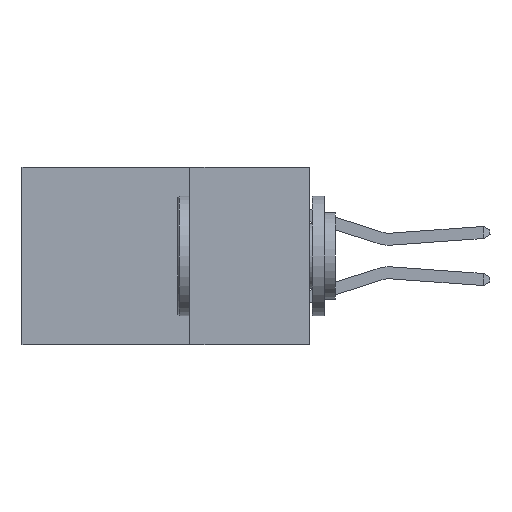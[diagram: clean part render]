
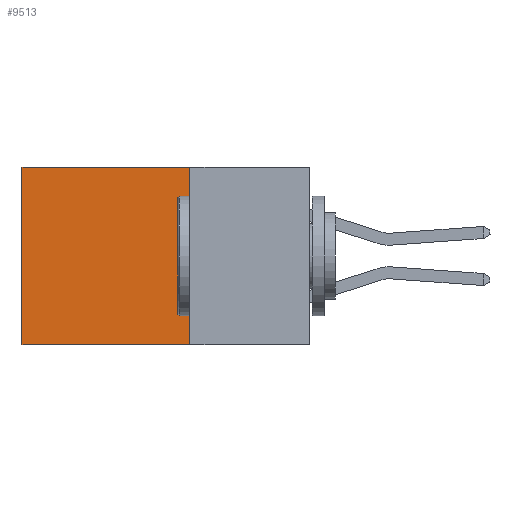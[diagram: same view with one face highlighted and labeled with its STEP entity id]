
A CAD part, left-side view. The second image highlights one B-rep face of the part: STEP entity #9513.
In plain terms, the highlighted planar face has unit normal (-1, 0, 0).
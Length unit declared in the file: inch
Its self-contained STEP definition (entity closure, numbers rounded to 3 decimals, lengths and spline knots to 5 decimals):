
#72 = DIRECTION ( 'NONE',  ( 0., 1., 0. ) ) ;
#181 = CARTESIAN_POINT ( 'NONE',  ( 0.298, 0.25, 0. ) ) ;
#845 = CARTESIAN_POINT ( 'NONE',  ( 0.298, 0.25, 0. ) ) ;
#1092 = VERTEX_POINT ( 'NONE', #3429 ) ;
#1173 = LINE ( 'NONE', #181, #10107 ) ;
#1390 = ORIENTED_EDGE ( 'NONE', *, *, #1560, .T. ) ;
#1560 = EDGE_CURVE ( 'NONE', #1092, #2767, #11007, .T. ) ;
#1712 = ORIENTED_EDGE ( 'NONE', *, *, #5469, .F. ) ;
#1823 = VECTOR ( 'NONE', #3488, 39.37008 ) ;
#2034 = VECTOR ( 'NONE', #5639, 39.37008 ) ;
#2513 = LINE ( 'NONE', #6926, #2778 ) ;
#2767 = VERTEX_POINT ( 'NONE', #4157 ) ;
#2778 = VECTOR ( 'NONE', #6934, 39.37008 ) ;
#3025 = EDGE_LOOP ( 'NONE', ( #1390, #8695, #1712, #3879 ) ) ;
#3058 = AXIS2_PLACEMENT_3D ( 'NONE', #7948, #7971, #7838 ) ;
#3261 = EDGE_CURVE ( 'NONE', #7029, #2767, #8898, .T. ) ;
#3429 = CARTESIAN_POINT ( 'NONE',  ( 0.298, 0.6, 0. ) ) ;
#3488 = DIRECTION ( 'NONE',  ( 0., 0., -1. ) ) ;
#3879 = ORIENTED_EDGE ( 'NONE', *, *, #9356, .T. ) ;
#4157 = CARTESIAN_POINT ( 'NONE',  ( 0.298, 0.6, -0.37 ) ) ;
#4726 = CARTESIAN_POINT ( 'NONE',  ( 0.298, 0.6, 0. ) ) ;
#5469 = EDGE_CURVE ( 'NONE', #6589, #7029, #2513, .T. ) ;
#5639 = DIRECTION ( 'NONE',  ( 0., 1., 0. ) ) ;
#5640 = CARTESIAN_POINT ( 'NONE',  ( 0.298, 0.25, -0.37 ) ) ;
#6589 = VERTEX_POINT ( 'NONE', #845 ) ;
#6751 = FACE_OUTER_BOUND ( 'NONE', #3025, .T. ) ;
#6926 = CARTESIAN_POINT ( 'NONE',  ( 0.298, 0.25, 0. ) ) ;
#6934 = DIRECTION ( 'NONE',  ( 0., 0., -1. ) ) ;
#7029 = VERTEX_POINT ( 'NONE', #10719 ) ;
#7838 = DIRECTION ( 'NONE',  ( 0., 0., -1. ) ) ;
#7948 = CARTESIAN_POINT ( 'NONE',  ( 0.298, 0.25, 0. ) ) ;
#7971 = DIRECTION ( 'NONE',  ( 1., 0., 0. ) ) ;
#8170 = PLANE ( 'NONE',  #3058 ) ;
#8695 = ORIENTED_EDGE ( 'NONE', *, *, #3261, .F. ) ;
#8898 = LINE ( 'NONE', #5640, #2034 ) ;
#9356 = EDGE_CURVE ( 'NONE', #6589, #1092, #1173, .T. ) ;
#9513 = ADVANCED_FACE ( 'NONE', ( #6751 ), #8170, .F. ) ;
#10107 = VECTOR ( 'NONE', #72, 39.37008 ) ;
#10719 = CARTESIAN_POINT ( 'NONE',  ( 0.298, 0.25, -0.37 ) ) ;
#11007 = LINE ( 'NONE', #4726, #1823 ) ;
